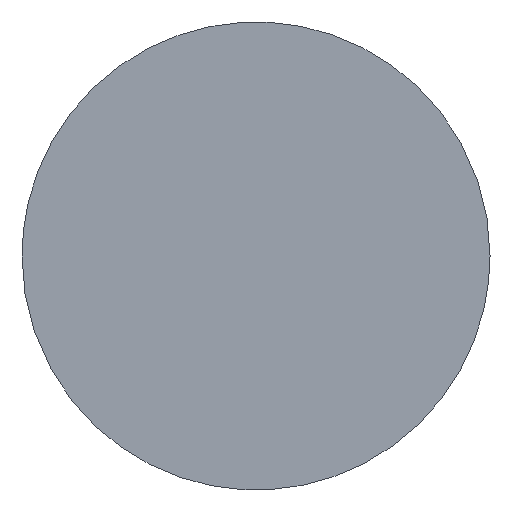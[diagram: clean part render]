
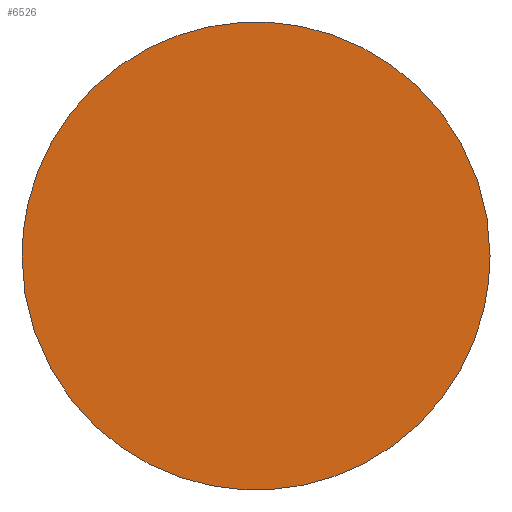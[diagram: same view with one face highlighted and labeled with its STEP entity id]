
A CAD part, top view. The second image highlights one B-rep face of the part: STEP entity #6526.
In plain terms, the highlighted planar face has unit normal (0, 0, 1).
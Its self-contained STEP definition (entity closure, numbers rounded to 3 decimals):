
#6526=ADVANCED_FACE('',(#9341),#43967,.T.);
#9341=FACE_OUTER_BOUND('',#12156,.T.);
#12156=EDGE_LOOP('',(#14987,#14988));
#14987=ORIENTED_EDGE('',*,*,#27954,.T.);
#14988=ORIENTED_EDGE('',*,*,#27948,.T.);
#27948=EDGE_CURVE('',#38339,#38342,#34439,.T.);
#27954=EDGE_CURVE('',#38342,#38339,#34445,.T.);
#34439=(
BOUNDED_CURVE()
B_SPLINE_CURVE(2,(#47627,#47628,#47629,#47630,#47631),.UNSPECIFIED.,.F.,
 .F.)
B_SPLINE_CURVE_WITH_KNOTS((3,2,3),(0.,25.133,50.265),
 .UNSPECIFIED.)
CURVE()
GEOMETRIC_REPRESENTATION_ITEM()
RATIONAL_B_SPLINE_CURVE((1.,0.707,1.,0.707,1.))
REPRESENTATION_ITEM('')
);
#34445=(
BOUNDED_CURVE()
B_SPLINE_CURVE(2,(#47651,#47652,#47653,#47654,#47655),.UNSPECIFIED.,.F.,
 .F.)
B_SPLINE_CURVE_WITH_KNOTS((3,2,3),(50.265,75.398,100.531),
 .UNSPECIFIED.)
CURVE()
GEOMETRIC_REPRESENTATION_ITEM()
RATIONAL_B_SPLINE_CURVE((1.,0.707,1.,0.707,1.))
REPRESENTATION_ITEM('')
);
#38339=VERTEX_POINT('',#47623);
#38342=VERTEX_POINT('',#47626);
#43967=PLANE('',#45141);
#45141=AXIS2_PLACEMENT_3D('',#47620,#46299,$);
#46299=DIRECTION('',(0.,0.,1.));
#47620=CARTESIAN_POINT('',(-414.528,-414.528,0.));
#47623=CARTESIAN_POINT('',(406.4,0.,0.));
#47626=CARTESIAN_POINT('',(-406.4,0.,0.));
#47627=CARTESIAN_POINT('',(406.4,0.,0.));
#47628=CARTESIAN_POINT('',(406.4,406.4,0.));
#47629=CARTESIAN_POINT('',(0.,406.4,0.));
#47630=CARTESIAN_POINT('',(-406.4,406.4,0.));
#47631=CARTESIAN_POINT('',(-406.4,0.,0.));
#47651=CARTESIAN_POINT('',(-406.4,0.,0.));
#47652=CARTESIAN_POINT('',(-406.4,-406.4,0.));
#47653=CARTESIAN_POINT('',(0.,-406.4,0.));
#47654=CARTESIAN_POINT('',(406.4,-406.4,0.));
#47655=CARTESIAN_POINT('',(406.4,0.,0.));
